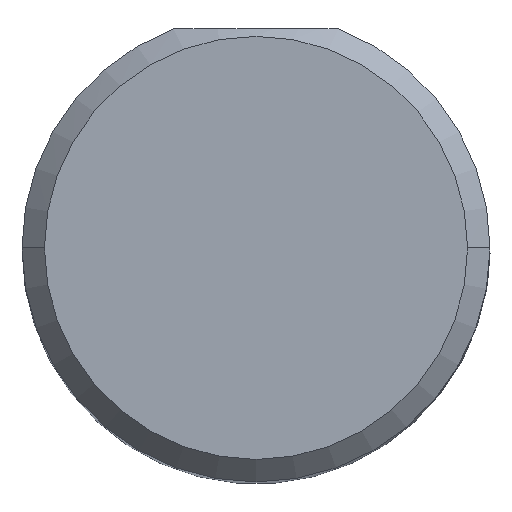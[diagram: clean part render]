
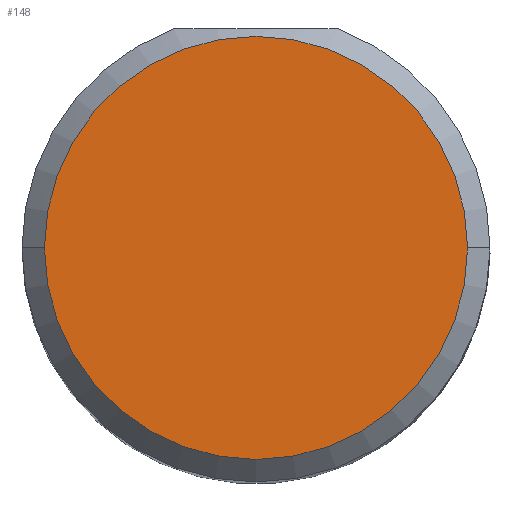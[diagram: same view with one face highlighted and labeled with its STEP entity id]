
A CAD part, top view. The second image highlights one B-rep face of the part: STEP entity #148.
In plain terms, the highlighted planar face has unit normal (0, 0, 1).
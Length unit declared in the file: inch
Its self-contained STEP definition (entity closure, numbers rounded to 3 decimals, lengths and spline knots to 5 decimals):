
#30 = CARTESIAN_POINT ( 'NONE',  ( 0., 0., 2.5 ) ) ;
#51 = DIRECTION ( 'NONE',  ( 1., 0., 0. ) ) ;
#53 = VERTEX_POINT ( 'NONE', #501 ) ;
#73 = CIRCLE ( 'NONE', #109, 0.14125 ) ;
#109 = AXIS2_PLACEMENT_3D ( 'NONE', #761, #162, #51 ) ;
#146 = AXIS2_PLACEMENT_3D ( 'NONE', #30, #667, #604 ) ;
#147 = CARTESIAN_POINT ( 'NONE',  ( 0.14125, 0., 2.5 ) ) ;
#148 = ADVANCED_FACE ( 'NONE', ( #297 ), #293, .T. ) ;
#162 = DIRECTION ( 'NONE',  ( 0., 0., 1. ) ) ;
#180 = DIRECTION ( 'NONE',  ( 0., 0., 1. ) ) ;
#285 = EDGE_LOOP ( 'NONE', ( #676, #378 ) ) ;
#293 = PLANE ( 'NONE',  #520 ) ;
#297 = FACE_OUTER_BOUND ( 'NONE', #285, .T. ) ;
#378 = ORIENTED_EDGE ( 'NONE', *, *, #489, .T. ) ;
#421 = CARTESIAN_POINT ( 'NONE',  ( 0., 0., 2.5 ) ) ;
#456 = CIRCLE ( 'NONE', #146, 0.14125 ) ;
#489 = EDGE_CURVE ( 'NONE', #759, #53, #73, .T. ) ;
#501 = CARTESIAN_POINT ( 'NONE',  ( -0.14125, 0., 2.5 ) ) ;
#520 = AXIS2_PLACEMENT_3D ( 'NONE', #421, #180, #598 ) ;
#598 = DIRECTION ( 'NONE',  ( 1., 0., 0. ) ) ;
#604 = DIRECTION ( 'NONE',  ( 1., 0., 0. ) ) ;
#667 = DIRECTION ( 'NONE',  ( 0., 0., 1. ) ) ;
#676 = ORIENTED_EDGE ( 'NONE', *, *, #696, .T. ) ;
#696 = EDGE_CURVE ( 'NONE', #53, #759, #456, .T. ) ;
#759 = VERTEX_POINT ( 'NONE', #147 ) ;
#761 = CARTESIAN_POINT ( 'NONE',  ( 0., 0., 2.5 ) ) ;
